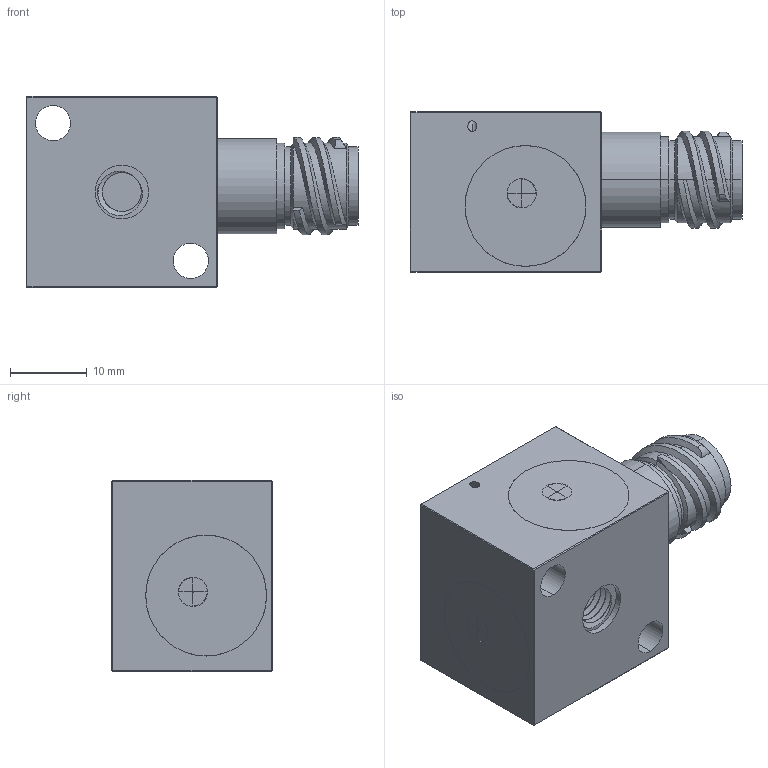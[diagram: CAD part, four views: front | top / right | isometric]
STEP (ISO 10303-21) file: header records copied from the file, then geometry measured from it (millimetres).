
FILE_DESCRIPTION (( 'STEP AP214' ), '1' );
FILE_NAME ('7563A1 X1.STEP', '2017-12-20T23:27:53', ( 'Dytran' ), ( '' ), 'SwSTEP 2.0', 'SolidWorks 2016', '' );
FILE_SCHEMA (( 'AUTOMOTIVE_DESIGN' ));
Length unit declared in the file: inch
Products named in the file (1): 7563A1 X1
Bounding box: 43.31 x 20.95 x 25.02 mm (x, y, z)
Volume: 13555.3 mm3; surface area: 5572.8 mm2
Topology: 1 solids, 2 shells, 590 faces, 1504 edges, 986 vertices
Faces by surface type: plane 352, cylinder 123, bspline 103, cone 12
Entity records: 30174 total; most frequent: CARTESIAN_POINT 8921, ORIENTED_EDGE 3008, DIRECTION 2426, EDGE_CURVE 1504, LINE 1032, VECTOR 1032, VERTEX_POINT 986, AXIS2_PLACEMENT_3D 697
